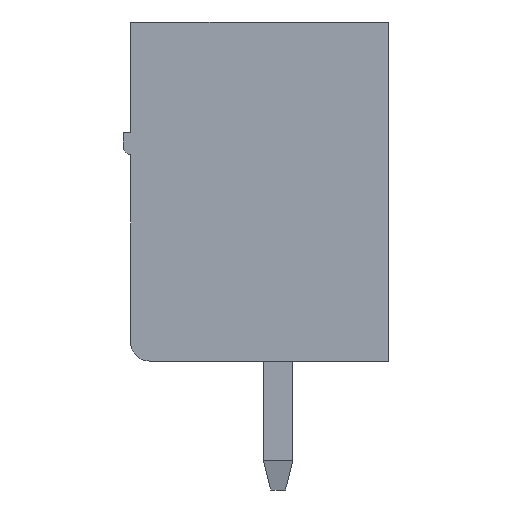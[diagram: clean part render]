
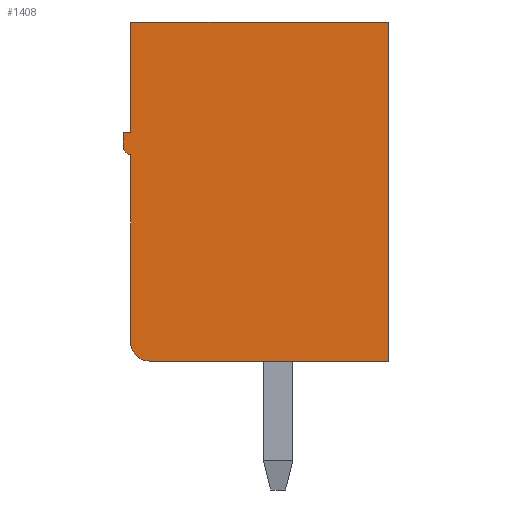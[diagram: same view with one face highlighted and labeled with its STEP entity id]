
A CAD part, left-side view. The second image highlights one B-rep face of the part: STEP entity #1408.
In plain terms, the highlighted planar face has unit normal (-1, 0, 0).
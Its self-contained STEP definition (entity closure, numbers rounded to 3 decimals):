
#318 = VERTEX_POINT('',#319);
#319 = CARTESIAN_POINT('',(-4.205,-2.977,9.288));
#334 = VERTEX_POINT('',#335);
#335 = CARTESIAN_POINT('',(-4.205,4.023,9.288));
#341 = EDGE_CURVE('',#318,#334,#342,.T.);
#342 = LINE('',#343,#344);
#343 = CARTESIAN_POINT('',(-4.205,-2.977,9.288));
#344 = VECTOR('',#345,1.);
#345 = DIRECTION('',(0.,1.,0.));
#1296 = VERTEX_POINT('',#1297);
#1297 = CARTESIAN_POINT('',(-4.205,4.023,6.288));
#1303 = EDGE_CURVE('',#334,#1296,#1304,.T.);
#1304 = LINE('',#1305,#1306);
#1305 = CARTESIAN_POINT('',(-4.205,4.023,9.288));
#1306 = VECTOR('',#1307,1.);
#1307 = DIRECTION('',(0.,0.,-1.));
#1327 = VERTEX_POINT('',#1328);
#1328 = CARTESIAN_POINT('',(-4.205,4.223,6.288));
#1334 = EDGE_CURVE('',#1296,#1327,#1335,.T.);
#1335 = LINE('',#1336,#1337);
#1336 = CARTESIAN_POINT('',(-4.205,4.023,6.288));
#1337 = VECTOR('',#1338,1.);
#1338 = DIRECTION('',(0.,1.,0.));
#1358 = VERTEX_POINT('',#1359);
#1359 = CARTESIAN_POINT('',(-4.205,4.223,5.888));
#1365 = EDGE_CURVE('',#1327,#1358,#1366,.T.);
#1366 = LINE('',#1367,#1368);
#1367 = CARTESIAN_POINT('',(-4.205,4.223,6.288));
#1368 = VECTOR('',#1369,1.);
#1369 = DIRECTION('',(0.,0.,-1.));
#1390 = VERTEX_POINT('',#1391);
#1391 = CARTESIAN_POINT('',(-4.205,4.023,5.688));
#1397 = EDGE_CURVE('',#1358,#1390,#1398,.T.);
#1398 = CIRCLE('',#1399,0.2);
#1399 = AXIS2_PLACEMENT_3D('',#1400,#1401,#1402);
#1400 = CARTESIAN_POINT('',(-4.205,4.023,5.888));
#1401 = DIRECTION('',(-1.,0.,0.));
#1402 = DIRECTION('',(0.,1.,0.));
#1408 = ADVANCED_FACE('',(#1409),#1447,.T.);
#1409 = FACE_BOUND('',#1410,.T.);
#1410 = EDGE_LOOP('',(#1411,#1422,#1430,#1436,#1437,#1438,#1439,#1440,
    #1441));
#1411 = ORIENTED_EDGE('',*,*,#1412,.T.);
#1412 = EDGE_CURVE('',#1413,#1415,#1417,.T.);
#1413 = VERTEX_POINT('',#1414);
#1414 = CARTESIAN_POINT('',(-4.205,4.023,0.588));
#1415 = VERTEX_POINT('',#1416);
#1416 = CARTESIAN_POINT('',(-4.205,3.523,0.088));
#1417 = CIRCLE('',#1418,0.5);
#1418 = AXIS2_PLACEMENT_3D('',#1419,#1420,#1421);
#1419 = CARTESIAN_POINT('',(-4.205,3.523,0.588));
#1420 = DIRECTION('',(-1.,0.,0.));
#1421 = DIRECTION('',(0.,1.,0.));
#1422 = ORIENTED_EDGE('',*,*,#1423,.T.);
#1423 = EDGE_CURVE('',#1415,#1424,#1426,.T.);
#1424 = VERTEX_POINT('',#1425);
#1425 = CARTESIAN_POINT('',(-4.205,-2.977,0.088));
#1426 = LINE('',#1427,#1428);
#1427 = CARTESIAN_POINT('',(-4.205,4.023,0.088));
#1428 = VECTOR('',#1429,1.);
#1429 = DIRECTION('',(0.,-1.,0.));
#1430 = ORIENTED_EDGE('',*,*,#1431,.T.);
#1431 = EDGE_CURVE('',#1424,#318,#1432,.T.);
#1432 = LINE('',#1433,#1434);
#1433 = CARTESIAN_POINT('',(-4.205,-2.977,0.088));
#1434 = VECTOR('',#1435,1.);
#1435 = DIRECTION('',(0.,0.,1.));
#1436 = ORIENTED_EDGE('',*,*,#341,.T.);
#1437 = ORIENTED_EDGE('',*,*,#1303,.T.);
#1438 = ORIENTED_EDGE('',*,*,#1334,.T.);
#1439 = ORIENTED_EDGE('',*,*,#1365,.T.);
#1440 = ORIENTED_EDGE('',*,*,#1397,.T.);
#1441 = ORIENTED_EDGE('',*,*,#1442,.T.);
#1442 = EDGE_CURVE('',#1390,#1413,#1443,.T.);
#1443 = LINE('',#1444,#1445);
#1444 = CARTESIAN_POINT('',(-4.205,4.023,5.688));
#1445 = VECTOR('',#1446,1.);
#1446 = DIRECTION('',(0.,0.,-1.));
#1447 = PLANE('',#1448);
#1448 = AXIS2_PLACEMENT_3D('',#1449,#1450,#1451);
#1449 = CARTESIAN_POINT('',(-4.205,4.023,5.888));
#1450 = DIRECTION('',(-1.,0.,0.));
#1451 = DIRECTION('',(0.,1.,0.));
